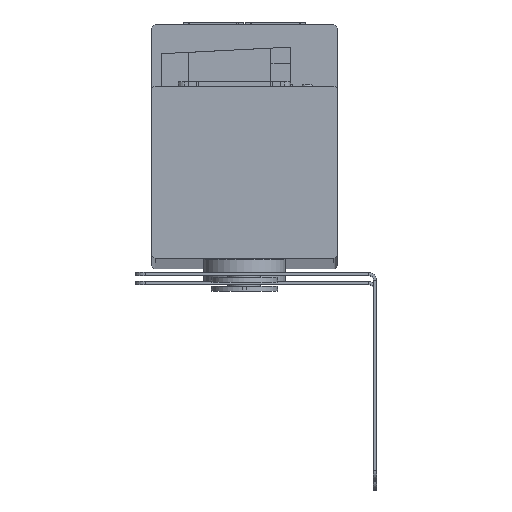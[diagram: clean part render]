
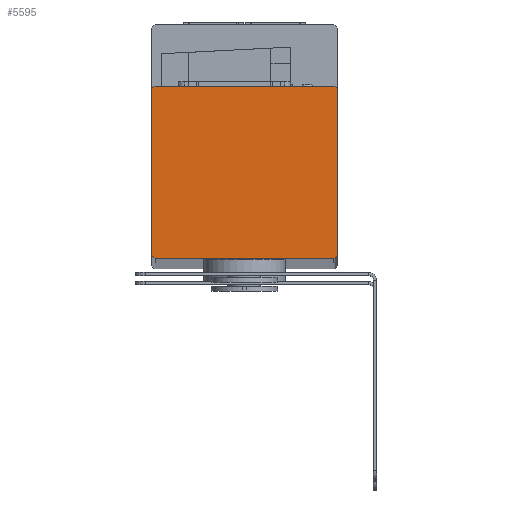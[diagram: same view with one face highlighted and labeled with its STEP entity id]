
A CAD part, top view. The second image highlights one B-rep face of the part: STEP entity #5595.
In plain terms, the highlighted planar face has unit normal (0, 0, 1).
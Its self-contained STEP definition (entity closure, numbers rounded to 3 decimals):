
#311 = DIRECTION ( 'NONE',  ( 1., 0., 0. ) ) ;
#431 = CARTESIAN_POINT ( 'NONE',  ( 28., 26., 915. ) ) ;
#534 = ORIENTED_EDGE ( 'NONE', *, *, #47235, .T. ) ;
#1813 = AXIS2_PLACEMENT_3D ( 'NONE', #41361, #41106, #33520 ) ;
#2681 = VECTOR ( 'NONE', #28988, 1000. ) ;
#3884 = CARTESIAN_POINT ( 'NONE',  ( -27., 25., 915. ) ) ;
#4091 = ORIENTED_EDGE ( 'NONE', *, *, #23572, .T. ) ;
#5518 = AXIS2_PLACEMENT_3D ( 'NONE', #3884, #19881, #38996 ) ;
#5595 = ADVANCED_FACE ( 'NONE', ( #25418 ), #45820, .T. ) ;
#5816 = CIRCLE ( 'NONE', #28371, 1. ) ;
#6746 = VERTEX_POINT ( 'NONE', #51154 ) ;
#6854 = DIRECTION ( 'NONE',  ( 0., 1., 0. ) ) ;
#8128 = VECTOR ( 'NONE', #45474, 1000. ) ;
#8174 = CARTESIAN_POINT ( 'NONE',  ( -27., -25., 915. ) ) ;
#8438 = CARTESIAN_POINT ( 'NONE',  ( -28., 25., 915. ) ) ;
#10046 = VECTOR ( 'NONE', #14252, 1000. ) ;
#10261 = LINE ( 'NONE', #23115, #46247 ) ;
#12148 = VERTEX_POINT ( 'NONE', #16733 ) ;
#12746 = VERTEX_POINT ( 'NONE', #24611 ) ;
#13002 = LINE ( 'NONE', #431, #2681 ) ;
#13553 = VERTEX_POINT ( 'NONE', #8438 ) ;
#13836 = ORIENTED_EDGE ( 'NONE', *, *, #47637, .F. ) ;
#14252 = DIRECTION ( 'NONE',  ( 0., 1., 0. ) ) ;
#14610 = CARTESIAN_POINT ( 'NONE',  ( 28., -25., 915. ) ) ;
#16554 = CARTESIAN_POINT ( 'NONE',  ( 27., -25., 915. ) ) ;
#16733 = CARTESIAN_POINT ( 'NONE',  ( 27., 26., 915. ) ) ;
#17622 = EDGE_CURVE ( 'NONE', #51083, #13553, #34132, .T. ) ;
#19123 = EDGE_LOOP ( 'NONE', ( #44894, #534, #13836, #41163, #45639, #4091, #32883, #29059 ) ) ;
#19881 = DIRECTION ( 'NONE',  ( 0., 0., 1. ) ) ;
#20241 = CARTESIAN_POINT ( 'NONE',  ( 27., 25., 915. ) ) ;
#21418 = LINE ( 'NONE', #45737, #8128 ) ;
#22344 = AXIS2_PLACEMENT_3D ( 'NONE', #8174, #36721, #33039 ) ;
#23115 = CARTESIAN_POINT ( 'NONE',  ( 28., -26., 915. ) ) ;
#23245 = EDGE_CURVE ( 'NONE', #12148, #50472, #13002, .T. ) ;
#23572 = EDGE_CURVE ( 'NONE', #12746, #12148, #41166, .T. ) ;
#24126 = EDGE_CURVE ( 'NONE', #26190, #12746, #10261, .T. ) ;
#24611 = CARTESIAN_POINT ( 'NONE',  ( 28., 25., 915. ) ) ;
#25418 = FACE_OUTER_BOUND ( 'NONE', #19123, .T. ) ;
#26190 = VERTEX_POINT ( 'NONE', #14610 ) ;
#28120 = CIRCLE ( 'NONE', #5518, 1. ) ;
#28371 = AXIS2_PLACEMENT_3D ( 'NONE', #16554, #28598, #44804 ) ;
#28598 = DIRECTION ( 'NONE',  ( 0., 0., 1. ) ) ;
#28988 = DIRECTION ( 'NONE',  ( -1., 0., 0. ) ) ;
#29059 = ORIENTED_EDGE ( 'NONE', *, *, #46443, .T. ) ;
#32028 = CARTESIAN_POINT ( 'NONE',  ( 27., -26., 915. ) ) ;
#32883 = ORIENTED_EDGE ( 'NONE', *, *, #23245, .T. ) ;
#33039 = DIRECTION ( 'NONE',  ( 1., 0., 0. ) ) ;
#33520 = DIRECTION ( 'NONE',  ( 1., 0., 0. ) ) ;
#34132 = LINE ( 'NONE', #50103, #10046 ) ;
#35116 = VERTEX_POINT ( 'NONE', #32028 ) ;
#36125 = CARTESIAN_POINT ( 'NONE',  ( -27., 26., 915. ) ) ;
#36196 = DIRECTION ( 'NONE',  ( 0., 0., 1. ) ) ;
#36721 = DIRECTION ( 'NONE',  ( 0., 0., 1. ) ) ;
#38996 = DIRECTION ( 'NONE',  ( 1., 0., 0. ) ) ;
#39873 = CIRCLE ( 'NONE', #22344, 1. ) ;
#41106 = DIRECTION ( 'NONE',  ( 0., 0., 1. ) ) ;
#41163 = ORIENTED_EDGE ( 'NONE', *, *, #51384, .T. ) ;
#41166 = CIRCLE ( 'NONE', #51202, 1. ) ;
#41361 = CARTESIAN_POINT ( 'NONE',  ( 0., 0., 915. ) ) ;
#44804 = DIRECTION ( 'NONE',  ( 1., 0., 0. ) ) ;
#44894 = ORIENTED_EDGE ( 'NONE', *, *, #17622, .F. ) ;
#45474 = DIRECTION ( 'NONE',  ( -1., 0., 0. ) ) ;
#45639 = ORIENTED_EDGE ( 'NONE', *, *, #24126, .T. ) ;
#45737 = CARTESIAN_POINT ( 'NONE',  ( 28., -26., 915. ) ) ;
#45820 = PLANE ( 'NONE',  #1813 ) ;
#46247 = VECTOR ( 'NONE', #6854, 1000. ) ;
#46443 = EDGE_CURVE ( 'NONE', #50472, #13553, #28120, .T. ) ;
#46943 = CARTESIAN_POINT ( 'NONE',  ( -28., -25., 915. ) ) ;
#47235 = EDGE_CURVE ( 'NONE', #51083, #6746, #39873, .T. ) ;
#47637 = EDGE_CURVE ( 'NONE', #35116, #6746, #21418, .T. ) ;
#50103 = CARTESIAN_POINT ( 'NONE',  ( -28., -26., 915. ) ) ;
#50472 = VERTEX_POINT ( 'NONE', #36125 ) ;
#51083 = VERTEX_POINT ( 'NONE', #46943 ) ;
#51154 = CARTESIAN_POINT ( 'NONE',  ( -27., -26., 915. ) ) ;
#51202 = AXIS2_PLACEMENT_3D ( 'NONE', #20241, #36196, #311 ) ;
#51384 = EDGE_CURVE ( 'NONE', #35116, #26190, #5816, .T. ) ;
